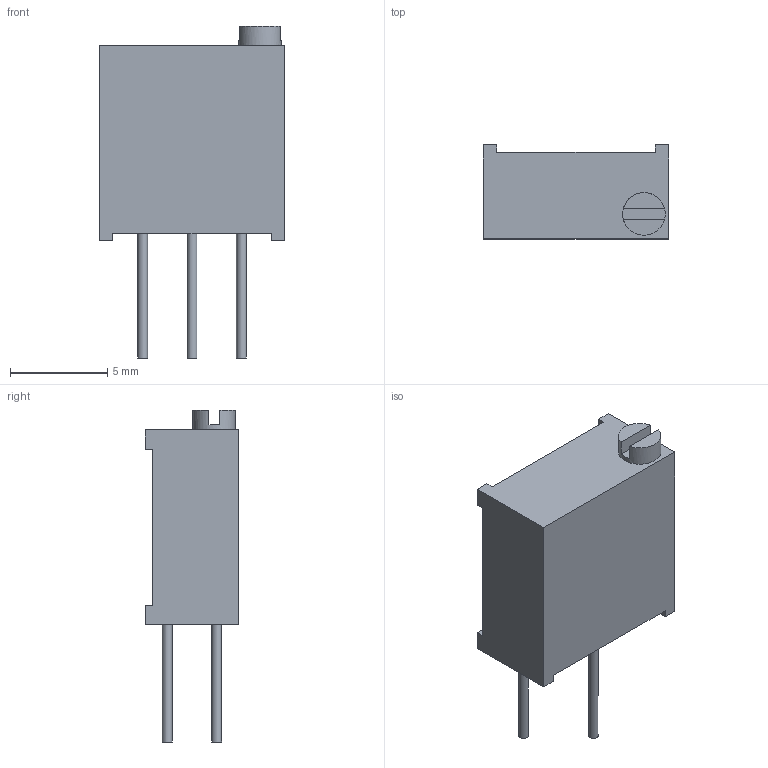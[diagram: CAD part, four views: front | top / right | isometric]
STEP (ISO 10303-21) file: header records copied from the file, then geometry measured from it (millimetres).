
FILE_DESCRIPTION(('FreeCAD Model'),'2;1');
FILE_NAME('Potentiometer_Bourns_3296Y_Vertical.step' ,'2019-01-12T14:40:48',('kicad StepUp'),('ksu MCAD'), 'Open CASCADE STEP processor 7.3','FreeCAD','Unknown');
FILE_SCHEMA(('AUTOMOTIVE_DESIGN { 1 0 10303 214 1 1 1 1 }'));
Length unit declared in the file: millimetre
Products named in the file (1): Potentiometer_Bourns_3296Y_Vertical
Bounding box: 9.53 x 4.83 x 17.07 mm (x, y, z)
Volume: 419.5 mm3; surface area: 416.5 mm2
Topology: 5 solids, 5 shells, 36 faces, 78 edges, 52 vertices
Faces by surface type: plane 32, cylinder 4
Full cylindrical faces by diameter (mm): 0.51 x3, 2.19 x1
Entity records: 1232 total; most frequent: CARTESIAN_POINT 167, DIRECTION 164, ORIENTED_EDGE 156, EDGE_CURVE 78, LINE 66, VECTOR 66, VERTEX_POINT 52, AXIS2_PLACEMENT_3D 49
